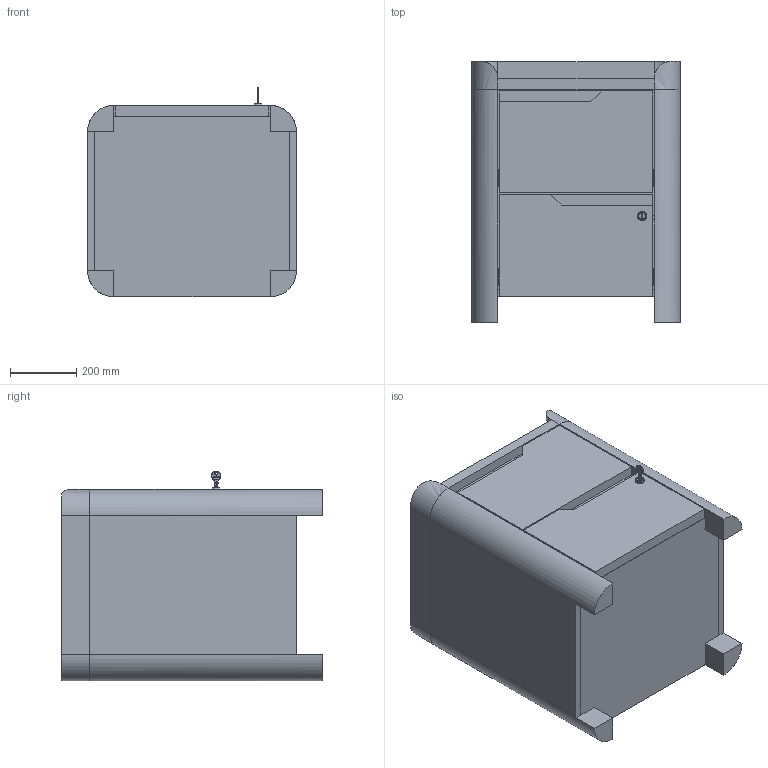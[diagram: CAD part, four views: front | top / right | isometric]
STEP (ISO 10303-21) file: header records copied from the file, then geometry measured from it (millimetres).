
FILE_DESCRIPTION(('FreeCAD Model'),'2;1');
FILE_NAME('Open CASCADE Shape Model','2025-05-29T08:13:07',('FreeCAD'),( 'FreeCAD'),'Open CASCADE STEP processor 7.6','FreeCAD','Unknown');
FILE_SCHEMA(('AUTOMOTIVE_DESIGN { 1 0 10303 214 1 1 1 1 }'));
Products named in the file (1): Open CASCADE STEP translator 7.6 1
Bounding box: 629.47 x 786.84 x 632.1 mm (x, y, z)
Volume: 83815105.4 mm3; surface area: 8681424.9 mm2
Topology: 32 solids, 32 shells, 1330 faces, 3691 edges, 2456 vertices
Faces by surface type: bspline 1330
Entity records: 42070 total; most frequent: CARTESIAN_POINT 19805, ORIENTED_EDGE 7382, EDGE_CURVE 3691, B_SPLINE_CURVE_WITH_KNOTS 3063, VERTEX_POINT 2456, FACE_BOUND 1601, EDGE_LOOP 1601, ADVANCED_FACE 1330
